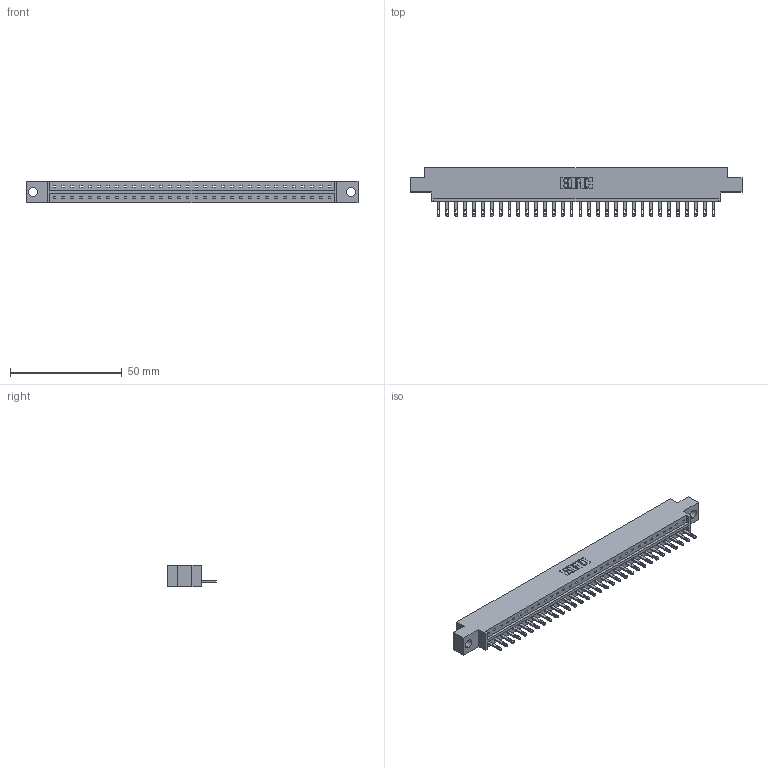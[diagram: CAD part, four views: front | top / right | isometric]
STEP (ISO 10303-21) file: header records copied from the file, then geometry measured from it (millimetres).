
FILE_DESCRIPTION (( 'STEP AP203' ), '1' );
FILE_NAME ('833-032-500-604.STEP', '2020-06-02T16:24:11', ( '' ), ( '' ), 'SwSTEP 2.0', 'SolidWorks 2020', '' );
FILE_SCHEMA (( 'CONFIG_CONTROL_DESIGN' ));
Length unit declared in the file: inch
Products named in the file (3): 833-032-500-604; 833 Part_Offset - .156 Dia - TH; 345-292-001_345-293-100
Assembly tree (33 placements, depth 2):
  833-032-500-604
    833 Part_Offset - .156 Dia - TH
    345-292-001_345-293-100  x32
Bounding box: 148.34 x 21.85 x 9.4 mm (x, y, z)
Volume: 14544.9 mm3; surface area: 15743 mm2
Topology: 33 solids, 33 shells, 1846 faces, 5699 edges, 3798 vertices
Faces by surface type: plane 1226, cylinder 620
Entity records: 20921 total; most frequent: CARTESIAN_POINT 3618, ORIENTED_EDGE 3586, DIRECTION 3073, EDGE_CURVE 1793, VECTOR 1661, LINE 1661, VERTEX_POINT 1194, AXIS2_PLACEMENT_3D 706
